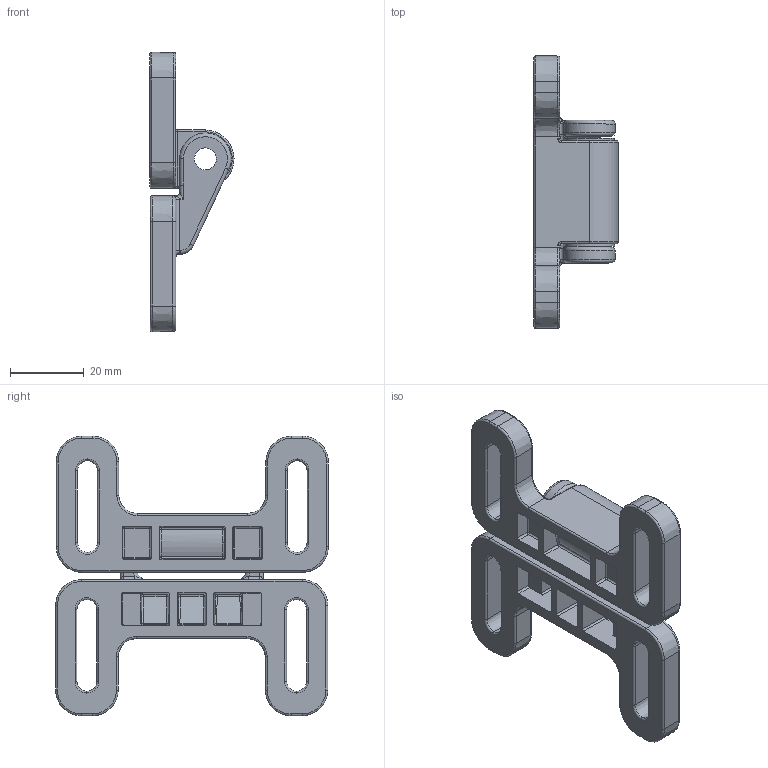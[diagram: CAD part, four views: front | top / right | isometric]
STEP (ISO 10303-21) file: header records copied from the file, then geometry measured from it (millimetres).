
FILE_DESCRIPTION(/* description */ ('Zapadka kulkowa podwójna'),/* implementation_level */ '2;1');
FILE_NAME(/* name */ '100389.stp',/* time_stamp */ '2023-01-30T12:59:04+01:00',/* author */ ('aluteckkpl_am'),/* organization */ ('TraceParts S.A.'),/* preprocessor_version */ 'ST-DEVELOPER v18.1',/* originating_system */ 'Autodesk Inventor 2021',/* authorisation */ '');
FILE_SCHEMA (('CONFIG_CONTROL_DESIGN'));
Length unit declared in the file: millimetre
Products named in the file (3): 100389; fath_09304701_01; fath_09304701_02
Assembly tree (2 placements, depth 2):
  100389
    fath_09304701_01
    fath_09304701_02
Bounding box: 22.87 x 74.13 x 75.99 mm (x, y, z)
Volume: 27016.2 mm3; surface area: 16372.3 mm2
Topology: 2 solids, 2 shells, 414 faces, 979 edges, 561 vertices
Faces by surface type: cylinder 158, torus 81, plane 76, bspline 45, cone 28, sphere 26
Full cylindrical faces by diameter (mm): 12.3 x1, 13.7 x2
Entity records: 13158 total; most frequent: CARTESIAN_POINT 3850, DIRECTION 2024, ORIENTED_EDGE 1924, EDGE_CURVE 962, AXIS2_PLACEMENT_3D 824, VERTEX_POINT 562, CIRCLE 450, EDGE_LOOP 436
